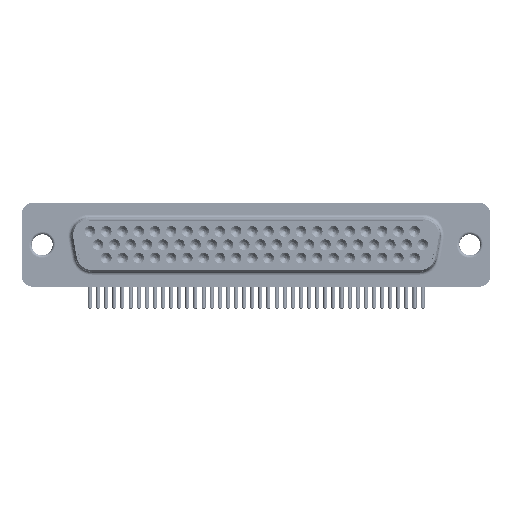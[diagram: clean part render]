
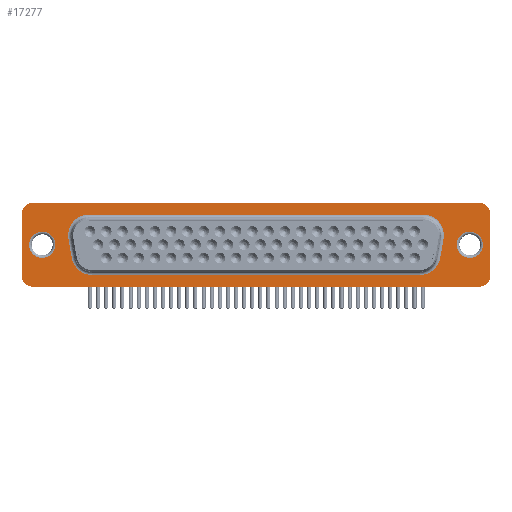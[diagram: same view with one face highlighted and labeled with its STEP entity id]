
A CAD part, top view. The second image highlights one B-rep face of the part: STEP entity #17277.
In plain terms, the highlighted face is planar.
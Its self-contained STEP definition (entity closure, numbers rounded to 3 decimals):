
#1514=CIRCLE('',#19482,1.95);
#1515=CIRCLE('',#19484,1.5);
#1516=CIRCLE('',#19485,1.5);
#1517=CIRCLE('',#19486,1.5);
#1518=CIRCLE('',#19487,1.5);
#1519=CIRCLE('',#19488,1.95);
#1520=CIRCLE('',#19489,3.1);
#1521=CIRCLE('',#19490,3.1);
#1522=CIRCLE('',#19491,3.1);
#1523=CIRCLE('',#19492,3.1);
#3234=FACE_BOUND('',#6690,.T.);
#3235=FACE_BOUND('',#6691,.T.);
#3236=FACE_BOUND('',#6692,.T.);
#4402=FACE_OUTER_BOUND('',#6689,.T.);
#6689=EDGE_LOOP('',(#15344,#15345,#15346,#15347,#15348,#15349,#15350,#15351));
#6690=EDGE_LOOP('',(#15352));
#6691=EDGE_LOOP('',(#15353,#15354,#15355,#15356,#15357,#15358,#15359,#15360));
#6692=EDGE_LOOP('',(#15361));
#7431=LINE('',#35522,#8169);
#7432=LINE('',#35526,#8170);
#7433=LINE('',#35530,#8171);
#7434=LINE('',#35533,#8172);
#7435=LINE('',#35538,#8173);
#7436=LINE('',#35542,#8174);
#7437=LINE('',#35546,#8175);
#7438=LINE('',#35550,#8176);
#8169=VECTOR('',#24623,9.4);
#8170=VECTOR('',#24626,66.5);
#8171=VECTOR('',#24629,9.4);
#8172=VECTOR('',#24632,66.5);
#8173=VECTOR('',#24635,48.613);
#8174=VECTOR('',#24638,2.843);
#8175=VECTOR('',#24641,49.6);
#8176=VECTOR('',#24644,2.843);
#9689=VERTEX_POINT('',#35515);
#9690=VERTEX_POINT('',#35518);
#9691=VERTEX_POINT('',#35519);
#9692=VERTEX_POINT('',#35521);
#9693=VERTEX_POINT('',#35523);
#9694=VERTEX_POINT('',#35525);
#9695=VERTEX_POINT('',#35527);
#9696=VERTEX_POINT('',#35529);
#9697=VERTEX_POINT('',#35531);
#9698=VERTEX_POINT('',#35534);
#9699=VERTEX_POINT('',#35536);
#9700=VERTEX_POINT('',#35537);
#9701=VERTEX_POINT('',#35539);
#9702=VERTEX_POINT('',#35541);
#9703=VERTEX_POINT('',#35543);
#9704=VERTEX_POINT('',#35545);
#9705=VERTEX_POINT('',#35547);
#9706=VERTEX_POINT('',#35549);
#11544=EDGE_CURVE('',#9689,#9689,#1514,.T.);
#11545=EDGE_CURVE('',#9690,#9691,#1515,.T.);
#11546=EDGE_CURVE('',#9692,#9690,#7431,.T.);
#11547=EDGE_CURVE('',#9693,#9692,#1516,.T.);
#11548=EDGE_CURVE('',#9694,#9693,#7432,.T.);
#11549=EDGE_CURVE('',#9695,#9694,#1517,.T.);
#11550=EDGE_CURVE('',#9696,#9695,#7433,.T.);
#11551=EDGE_CURVE('',#9697,#9696,#1518,.T.);
#11552=EDGE_CURVE('',#9691,#9697,#7434,.T.);
#11553=EDGE_CURVE('',#9698,#9698,#1519,.T.);
#11554=EDGE_CURVE('',#9699,#9700,#7435,.T.);
#11555=EDGE_CURVE('',#9701,#9699,#1520,.T.);
#11556=EDGE_CURVE('',#9702,#9701,#7436,.T.);
#11557=EDGE_CURVE('',#9703,#9702,#1521,.T.);
#11558=EDGE_CURVE('',#9704,#9703,#7437,.T.);
#11559=EDGE_CURVE('',#9705,#9704,#1522,.T.);
#11560=EDGE_CURVE('',#9706,#9705,#7438,.T.);
#11561=EDGE_CURVE('',#9700,#9706,#1523,.T.);
#15344=ORIENTED_EDGE('',*,*,#11545,.F.);
#15345=ORIENTED_EDGE('',*,*,#11546,.F.);
#15346=ORIENTED_EDGE('',*,*,#11547,.F.);
#15347=ORIENTED_EDGE('',*,*,#11548,.F.);
#15348=ORIENTED_EDGE('',*,*,#11549,.F.);
#15349=ORIENTED_EDGE('',*,*,#11550,.F.);
#15350=ORIENTED_EDGE('',*,*,#11551,.F.);
#15351=ORIENTED_EDGE('',*,*,#11552,.F.);
#15352=ORIENTED_EDGE('',*,*,#11553,.F.);
#15353=ORIENTED_EDGE('',*,*,#11554,.F.);
#15354=ORIENTED_EDGE('',*,*,#11555,.F.);
#15355=ORIENTED_EDGE('',*,*,#11556,.F.);
#15356=ORIENTED_EDGE('',*,*,#11557,.F.);
#15357=ORIENTED_EDGE('',*,*,#11558,.F.);
#15358=ORIENTED_EDGE('',*,*,#11559,.F.);
#15359=ORIENTED_EDGE('',*,*,#11560,.F.);
#15360=ORIENTED_EDGE('',*,*,#11561,.F.);
#15361=ORIENTED_EDGE('',*,*,#11544,.F.);
#16102=PLANE('',#19483);
#17277=ADVANCED_FACE('',(#4402,#3234,#3235,#3236),#16102,.F.);
#19482=AXIS2_PLACEMENT_3D('',#35516,#24617,#24618);
#19483=AXIS2_PLACEMENT_3D('',#35517,#24619,#24620);
#19484=AXIS2_PLACEMENT_3D('',#35520,#24621,#24622);
#19485=AXIS2_PLACEMENT_3D('',#35524,#24624,#24625);
#19486=AXIS2_PLACEMENT_3D('',#35528,#24627,#24628);
#19487=AXIS2_PLACEMENT_3D('',#35532,#24630,#24631);
#19488=AXIS2_PLACEMENT_3D('',#35535,#24633,#24634);
#19489=AXIS2_PLACEMENT_3D('',#35540,#24636,#24637);
#19490=AXIS2_PLACEMENT_3D('',#35544,#24639,#24640);
#19491=AXIS2_PLACEMENT_3D('',#35548,#24642,#24643);
#19492=AXIS2_PLACEMENT_3D('',#35551,#24645,#24646);
#24617=DIRECTION('center_axis',(0.,0.,-1.));
#24618=DIRECTION('ref_axis',(-1.,0.,0.));
#24619=DIRECTION('center_axis',(0.,0.,1.));
#24620=DIRECTION('ref_axis',(1.,0.,0.));
#24621=DIRECTION('center_axis',(0.,0.,1.));
#24622=DIRECTION('ref_axis',(0.707,0.707,0.));
#24623=DIRECTION('',(0.,1.,0.));
#24624=DIRECTION('center_axis',(0.,0.,1.));
#24625=DIRECTION('ref_axis',(0.707,-0.707,0.));
#24626=DIRECTION('',(1.,0.,0.));
#24627=DIRECTION('center_axis',(0.,0.,1.));
#24628=DIRECTION('ref_axis',(-0.707,-0.707,0.));
#24629=DIRECTION('',(0.,-1.,0.));
#24630=DIRECTION('center_axis',(0.,0.,1.));
#24631=DIRECTION('ref_axis',(-0.707,0.707,0.));
#24632=DIRECTION('',(-1.,0.,0.));
#24633=DIRECTION('center_axis',(0.,0.,-1.));
#24634=DIRECTION('ref_axis',(-1.,0.,0.));
#24635=DIRECTION('',(-1.,0.,0.));
#24636=DIRECTION('center_axis',(0.,0.,-1.));
#24637=DIRECTION('ref_axis',(0.643,-0.766,0.));
#24638=DIRECTION('',(-0.174,-0.985,0.));
#24639=DIRECTION('center_axis',(0.,0.,-1.));
#24640=DIRECTION('ref_axis',(0.766,0.643,0.));
#24641=DIRECTION('',(1.,0.,0.));
#24642=DIRECTION('center_axis',(0.,0.,-1.));
#24643=DIRECTION('ref_axis',(-0.766,0.643,0.));
#24644=DIRECTION('',(-0.174,0.985,0.));
#24645=DIRECTION('center_axis',(0.,0.,-1.));
#24646=DIRECTION('ref_axis',(-0.643,-0.766,0.));
#35515=CARTESIAN_POINT('',(33.7,0.,-0.4));
#35516=CARTESIAN_POINT('Origin',(31.75,0.,-0.4));
#35517=CARTESIAN_POINT('Origin',(17.296,0.013,-0.4));
#35518=CARTESIAN_POINT('',(34.75,4.7,-0.4));
#35519=CARTESIAN_POINT('',(33.25,6.2,-0.4));
#35520=CARTESIAN_POINT('Origin',(33.25,4.7,-0.4));
#35521=CARTESIAN_POINT('',(34.75,-4.7,-0.4));
#35522=CARTESIAN_POINT('',(34.75,-6.2,-0.4));
#35523=CARTESIAN_POINT('',(33.25,-6.2,-0.4));
#35524=CARTESIAN_POINT('Origin',(33.25,-4.7,-0.4));
#35525=CARTESIAN_POINT('',(-33.25,-6.2,-0.4));
#35526=CARTESIAN_POINT('',(-34.75,-6.2,-0.4));
#35527=CARTESIAN_POINT('',(-34.75,-4.7,-0.4));
#35528=CARTESIAN_POINT('Origin',(-33.25,-4.7,-0.4));
#35529=CARTESIAN_POINT('',(-34.75,4.7,-0.4));
#35530=CARTESIAN_POINT('',(-34.75,6.2,-0.4));
#35531=CARTESIAN_POINT('',(-33.25,6.2,-0.4));
#35532=CARTESIAN_POINT('Origin',(-33.25,4.7,-0.4));
#35533=CARTESIAN_POINT('',(34.75,6.2,-0.4));
#35534=CARTESIAN_POINT('',(-29.8,0.,-0.4));
#35535=CARTESIAN_POINT('Origin',(-31.75,0.,-0.4));
#35536=CARTESIAN_POINT('',(24.306,-4.5,-0.4));
#35537=CARTESIAN_POINT('',(-24.306,-4.5,-0.4));
#35538=CARTESIAN_POINT('',(8.648,-4.5,-0.4));
#35539=CARTESIAN_POINT('',(27.359,-1.938,-0.4));
#35540=CARTESIAN_POINT('Origin',(24.306,-1.4,-0.4));
#35541=CARTESIAN_POINT('',(27.853,0.862,-0.4));
#35542=CARTESIAN_POINT('',(27.374,-1.853,-0.4));
#35543=CARTESIAN_POINT('',(24.8,4.5,-0.4));
#35544=CARTESIAN_POINT('Origin',(24.8,1.4,-0.4));
#35545=CARTESIAN_POINT('',(-24.8,4.5,-0.4));
#35546=CARTESIAN_POINT('',(8.648,4.5,-0.4));
#35547=CARTESIAN_POINT('',(-27.853,0.862,-0.4));
#35548=CARTESIAN_POINT('Origin',(-24.8,1.4,-0.4));
#35549=CARTESIAN_POINT('',(-27.359,-1.938,-0.4));
#35550=CARTESIAN_POINT('',(-27.1,-3.41,-0.4));
#35551=CARTESIAN_POINT('Origin',(-24.306,-1.4,-0.4));
